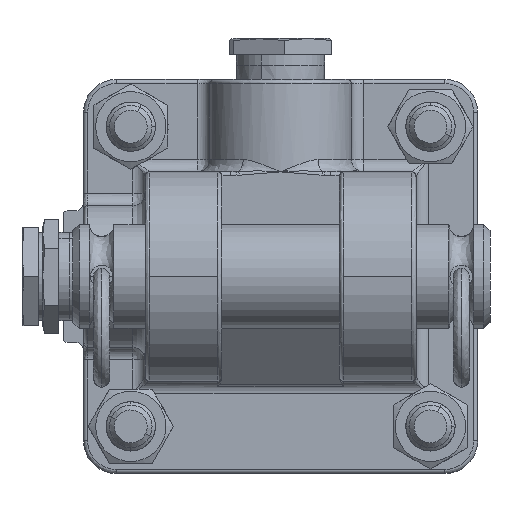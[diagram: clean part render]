
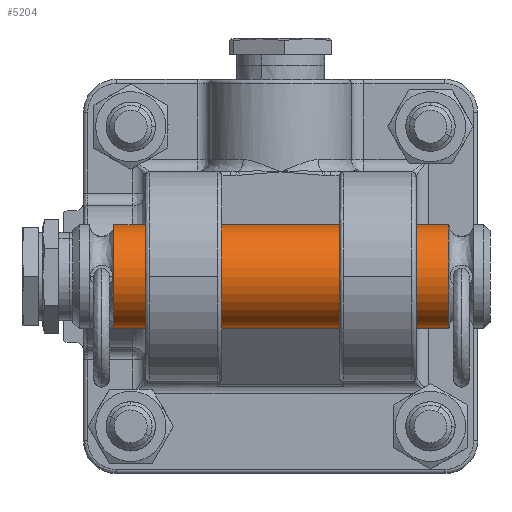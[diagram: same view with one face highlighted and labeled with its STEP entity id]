
A CAD part, left-side view. The second image highlights one B-rep face of the part: STEP entity #5204.
In plain terms, the highlighted cylindrical face has radius 12.65 mm (diameter 25.3 mm), a partial arc.
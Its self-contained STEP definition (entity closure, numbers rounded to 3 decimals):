
#622 = VERTEX_POINT ( 'NONE', #4423 ) ;
#2191 = ORIENTED_EDGE ( 'NONE', *, *, #26894, .T. ) ;
#2608 = CARTESIAN_POINT ( 'NONE',  ( 10., 0., 0. ) ) ;
#2674 = EDGE_LOOP ( 'NONE', ( #12823, #15094, #9970, #2191, #7389, #18654 ) ) ;
#2992 = CARTESIAN_POINT ( 'NONE',  ( 10., 0., -12.65 ) ) ;
#4068 = CARTESIAN_POINT ( 'NONE',  ( 91.6, 0., -12.65 ) ) ;
#4423 = CARTESIAN_POINT ( 'NONE',  ( 10., 0., 12.65 ) ) ;
#4544 = VECTOR ( 'NONE', #26391, 1000. ) ;
#4856 = CYLINDRICAL_SURFACE ( 'NONE', #6543, 12.65 ) ;
#5204 = ADVANCED_FACE ( 'NONE', ( #36883 ), #4856, .T. ) ;
#6018 = VERTEX_POINT ( 'NONE', #4068 ) ;
#6259 = VERTEX_POINT ( 'NONE', #37405 ) ;
#6543 = AXIS2_PLACEMENT_3D ( 'NONE', #2608, #9929, #29661 ) ;
#7389 = ORIENTED_EDGE ( 'NONE', *, *, #20643, .T. ) ;
#7899 = DIRECTION ( 'NONE',  ( 0., 0., -1. ) ) ;
#9929 = DIRECTION ( 'NONE',  ( 1., 0., 0. ) ) ;
#9970 = ORIENTED_EDGE ( 'NONE', *, *, #33358, .T. ) ;
#10239 = VERTEX_POINT ( 'NONE', #32586 ) ;
#10413 = AXIS2_PLACEMENT_3D ( 'NONE', #20609, #11015, #7899 ) ;
#10696 = AXIS2_PLACEMENT_3D ( 'NONE', #34464, #21275, #34612 ) ;
#11015 = DIRECTION ( 'NONE',  ( -1., 0., 0. ) ) ;
#12605 = EDGE_CURVE ( 'NONE', #10239, #31287, #35182, .T. ) ;
#12823 = ORIENTED_EDGE ( 'NONE', *, *, #14707, .F. ) ;
#14707 = EDGE_CURVE ( 'NONE', #622, #31287, #33419, .T. ) ;
#15094 = ORIENTED_EDGE ( 'NONE', *, *, #31577, .T. ) ;
#17754 = AXIS2_PLACEMENT_3D ( 'NONE', #23905, #30299, #36717 ) ;
#18654 = ORIENTED_EDGE ( 'NONE', *, *, #12605, .T. ) ;
#20609 = CARTESIAN_POINT ( 'NONE',  ( 91.6, 0., 0. ) ) ;
#20643 = EDGE_CURVE ( 'NONE', #6018, #10239, #30285, .T. ) ;
#21059 = DIRECTION ( 'NONE',  ( 1., 0., 0. ) ) ;
#21275 = DIRECTION ( 'NONE',  ( 1., 0., 0. ) ) ;
#22958 = CIRCLE ( 'NONE', #10696, 12.65 ) ;
#23905 = CARTESIAN_POINT ( 'NONE',  ( 91.6, 0., 0. ) ) ;
#24887 = LINE ( 'NONE', #38045, #32150 ) ;
#25923 = CARTESIAN_POINT ( 'NONE',  ( 10., 0., 0. ) ) ;
#26376 = VERTEX_POINT ( 'NONE', #2992 ) ;
#26391 = DIRECTION ( 'NONE',  ( 1., 0., 0. ) ) ;
#26894 = EDGE_CURVE ( 'NONE', #26376, #6018, #24887, .T. ) ;
#28395 = CIRCLE ( 'NONE', #31234, 12.65 ) ;
#28955 = CARTESIAN_POINT ( 'NONE',  ( 91.6, 0., 12.65 ) ) ;
#28967 = DIRECTION ( 'NONE',  ( 0., 0., -1. ) ) ;
#29248 = DIRECTION ( 'NONE',  ( 1., 0., 0. ) ) ;
#29661 = DIRECTION ( 'NONE',  ( 0., 0., -1. ) ) ;
#30285 = CIRCLE ( 'NONE', #10413, 12.65 ) ;
#30299 = DIRECTION ( 'NONE',  ( -1., 0., 0. ) ) ;
#31234 = AXIS2_PLACEMENT_3D ( 'NONE', #25923, #29248, #28967 ) ;
#31287 = VERTEX_POINT ( 'NONE', #28955 ) ;
#31577 = EDGE_CURVE ( 'NONE', #622, #6259, #22958, .T. ) ;
#32150 = VECTOR ( 'NONE', #21059, 1000. ) ;
#32586 = CARTESIAN_POINT ( 'NONE',  ( 91.6, -12.65, 0. ) ) ;
#33358 = EDGE_CURVE ( 'NONE', #6259, #26376, #28395, .T. ) ;
#33419 = LINE ( 'NONE', #38590, #4544 ) ;
#34464 = CARTESIAN_POINT ( 'NONE',  ( 10., 0., 0. ) ) ;
#34612 = DIRECTION ( 'NONE',  ( 0., 0., -1. ) ) ;
#35182 = CIRCLE ( 'NONE', #17754, 12.65 ) ;
#36717 = DIRECTION ( 'NONE',  ( 0., 0., -1. ) ) ;
#36883 = FACE_OUTER_BOUND ( 'NONE', #2674, .T. ) ;
#37405 = CARTESIAN_POINT ( 'NONE',  ( 10., -12.65, 0. ) ) ;
#38045 = CARTESIAN_POINT ( 'NONE',  ( 10., 0., -12.65 ) ) ;
#38590 = CARTESIAN_POINT ( 'NONE',  ( 10., 0., 12.65 ) ) ;
